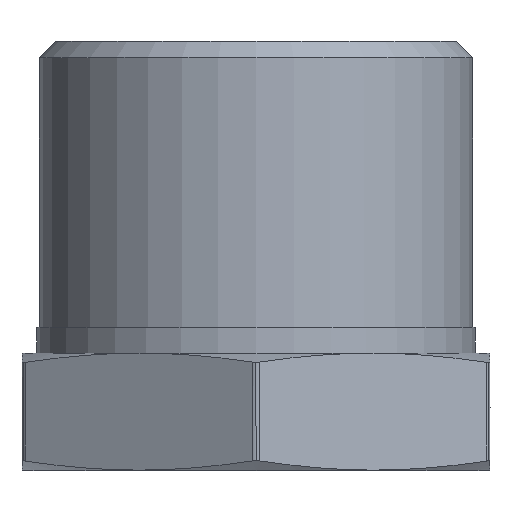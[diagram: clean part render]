
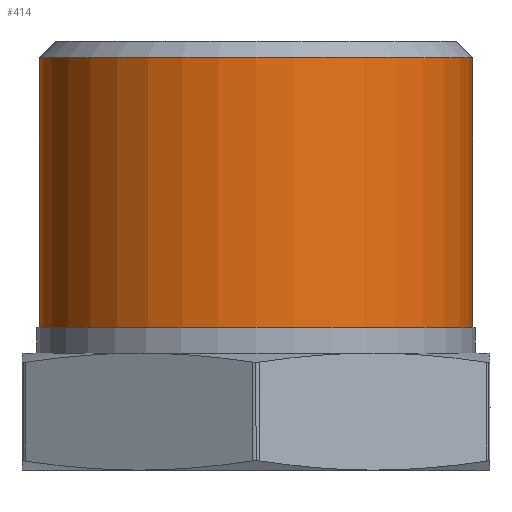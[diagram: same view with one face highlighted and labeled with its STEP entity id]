
A CAD part, top view. The second image highlights one B-rep face of the part: STEP entity #414.
In plain terms, the highlighted cylindrical face has radius 8.331 mm (diameter 16.662 mm), a partial arc.
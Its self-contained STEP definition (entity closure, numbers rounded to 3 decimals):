
#270 = VERTEX_POINT ( 'NONE', #7566 ) ;
#414 = ADVANCED_FACE ( 'NONE', ( #10268 ), #2880, .T. ) ;
#651 = EDGE_CURVE ( 'NONE', #6529, #2997, #8364, .T. ) ;
#904 = DIRECTION ( 'NONE',  ( 1., 0., 0. ) ) ;
#1449 = AXIS2_PLACEMENT_3D ( 'NONE', #8877, #1546, #2794 ) ;
#1546 = DIRECTION ( 'NONE',  ( 0., 1., 0. ) ) ;
#1934 = LINE ( 'NONE', #9559, #9340 ) ;
#2794 = DIRECTION ( 'NONE',  ( 1., 0., 0. ) ) ;
#2880 = CYLINDRICAL_SURFACE ( 'NONE', #15342, 8.331 ) ;
#2997 = VERTEX_POINT ( 'NONE', #5263 ) ;
#3267 = CARTESIAN_POINT ( 'NONE',  ( 0., 4.5, 0. ) ) ;
#3320 = DIRECTION ( 'NONE',  ( 0., 1., 0. ) ) ;
#3429 = ORIENTED_EDGE ( 'NONE', *, *, #11424, .T. ) ;
#5096 = VECTOR ( 'NONE', #14488, 1000. ) ;
#5245 = EDGE_LOOP ( 'NONE', ( #6939, #3429, #12892, #13490 ) ) ;
#5263 = CARTESIAN_POINT ( 'NONE',  ( 8.331, 15.872, 0. ) ) ;
#5450 = CIRCLE ( 'NONE', #1449, 8.331 ) ;
#5740 = DIRECTION ( 'NONE',  ( 1., 0., 0. ) ) ;
#6074 = CARTESIAN_POINT ( 'NONE',  ( 8.331, 5.5, 0. ) ) ;
#6529 = VERTEX_POINT ( 'NONE', #6074 ) ;
#6892 = VERTEX_POINT ( 'NONE', #14188 ) ;
#6939 = ORIENTED_EDGE ( 'NONE', *, *, #14451, .F. ) ;
#6958 = EDGE_CURVE ( 'NONE', #270, #2997, #10593, .T. ) ;
#7276 = CARTESIAN_POINT ( 'NONE',  ( 8.331, 4.5, 0. ) ) ;
#7566 = CARTESIAN_POINT ( 'NONE',  ( -8.331, 15.872, 0. ) ) ;
#8364 = LINE ( 'NONE', #7276, #5096 ) ;
#8877 = CARTESIAN_POINT ( 'NONE',  ( 0., 5.5, 0. ) ) ;
#9340 = VECTOR ( 'NONE', #13092, 1000. ) ;
#9530 = AXIS2_PLACEMENT_3D ( 'NONE', #15454, #10793, #5740 ) ;
#9559 = CARTESIAN_POINT ( 'NONE',  ( -8.331, 4.5, 0. ) ) ;
#10268 = FACE_OUTER_BOUND ( 'NONE', #5245, .T. ) ;
#10593 = CIRCLE ( 'NONE', #9530, 8.331 ) ;
#10793 = DIRECTION ( 'NONE',  ( 0., 1., 0. ) ) ;
#11424 = EDGE_CURVE ( 'NONE', #6892, #6529, #5450, .T. ) ;
#12892 = ORIENTED_EDGE ( 'NONE', *, *, #651, .T. ) ;
#13092 = DIRECTION ( 'NONE',  ( 0., 1., 0. ) ) ;
#13490 = ORIENTED_EDGE ( 'NONE', *, *, #6958, .F. ) ;
#14188 = CARTESIAN_POINT ( 'NONE',  ( -8.331, 5.5, 0. ) ) ;
#14451 = EDGE_CURVE ( 'NONE', #6892, #270, #1934, .T. ) ;
#14488 = DIRECTION ( 'NONE',  ( 0., 1., 0. ) ) ;
#15342 = AXIS2_PLACEMENT_3D ( 'NONE', #3267, #3320, #904 ) ;
#15454 = CARTESIAN_POINT ( 'NONE',  ( 0., 15.872, 0. ) ) ;
